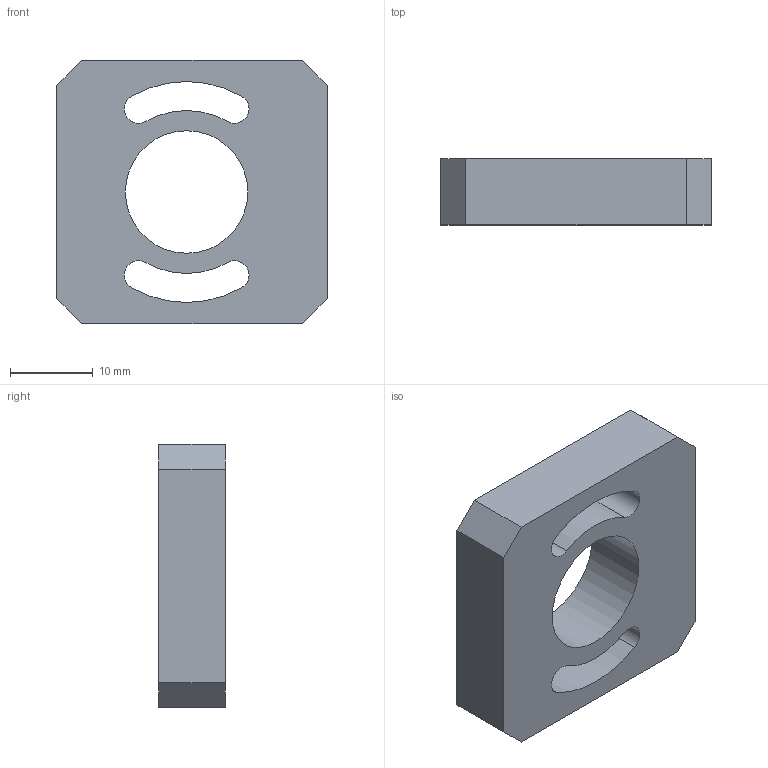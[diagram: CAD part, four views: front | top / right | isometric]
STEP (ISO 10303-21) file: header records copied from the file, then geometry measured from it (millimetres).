
FILE_DESCRIPTION((''),'2;1');
FILE_NAME('156667_SW','2011-04-06T',('banengservice'),('BANNER ENGINEERING'),'PRO/ENGINEER BY PARAMETRIC TECHNOLOGY CORPORATION, 2009141','PRO/ENGINEER BY PARAMETRIC TECHNOLOGY CORPORATION, 2009141','');
FILE_SCHEMA(('CONFIG_CONTROL_DESIGN'));
Length unit declared in the file: inch
Products named in the file (1): 156667_SW
Bounding box: 32.7 x 8 x 31.8 mm (x, y, z)
Volume: 5821.9 mm3; surface area: 3572.2 mm2
Topology: 1 solids, 1 shells, 28 faces, 74 edges, 46 vertices
Faces by surface type: cylinder 14, plane 10, cone 4
Entity records: 898 total; most frequent: DIRECTION 154, CARTESIAN_POINT 144, ORIENTED_EDGE 140, EDGE_CURVE 70, AXIS2_PLACEMENT_3D 56, VERTEX_POINT 46, VECTOR 42, LINE 42
